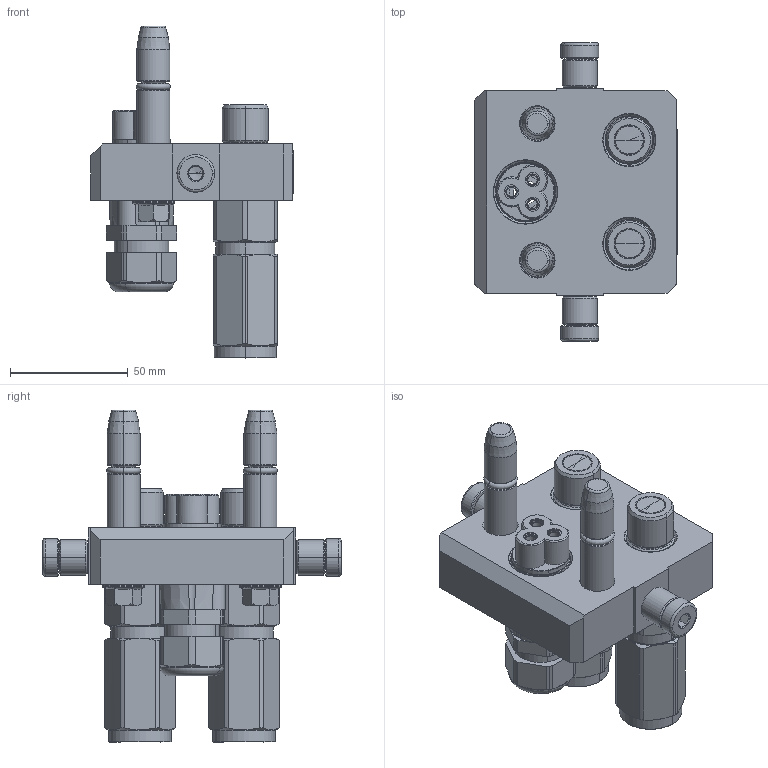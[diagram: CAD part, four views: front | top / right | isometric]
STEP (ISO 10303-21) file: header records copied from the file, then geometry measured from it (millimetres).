
FILE_DESCRIPTION (( 'STEP AP214' ), '1' );
FILE_NAME ('FASTER.step', '2024-11-28T07:26:54', ( '' ), ( '' ), 'SwSTEP 2.0', 'SolidWorks 2017', '' );
FILE_SCHEMA (( 'AUTOMOTIVE_DESIGN' ));
Length unit declared in the file: millimetre
Products named in the file (14): 3ffnp38_gas_m; 4830_021_0000_000; corpospel08-3m; 4830_028_1000_011; FASTER; 4820_010_0000_001; conn_3p_m; 4830_044_0000_000; 4830_013_3000_030; P306_M_BASE; et002; 1540_080_0008_000; or2_62x9_19_m
Assembly tree (21 placements, depth 3):
  FASTER
    P306_M_BASE
      4820_010_0000_001
      4830_021_0000_000  x2
      1540_080_0008_000  x2
      4830_013_3000_030  x2
      4830_028_1000_011  x2
      or2_62x9_19_m  x2
    conn_3p_m
      4830_044_0000_000  x3
      corpospel08-3m
    3ffnp38_gas_m  x2
      3ffnp38_gas_m
    et002
Bounding box: 85.8 x 126.6 x 140.8 mm (x, y, z)
Volume: 2873.9 mm3; surface area: 88240.9 mm2
Topology: 5 solids, 50 shells, 1929 faces, 5282 edges, 3476 vertices
Faces by surface type: plane 1153, cylinder 348, cone 277, torus 107, bspline 38, sphere 6
Entity records: 55197 total; most frequent: CARTESIAN_POINT 13494, ORIENTED_EDGE 8181, DIRECTION 7749, EDGE_CURVE 4235, LINE 3099, VECTOR 3099, VERTEX_POINT 2795, AXIS2_PLACEMENT_3D 2325
